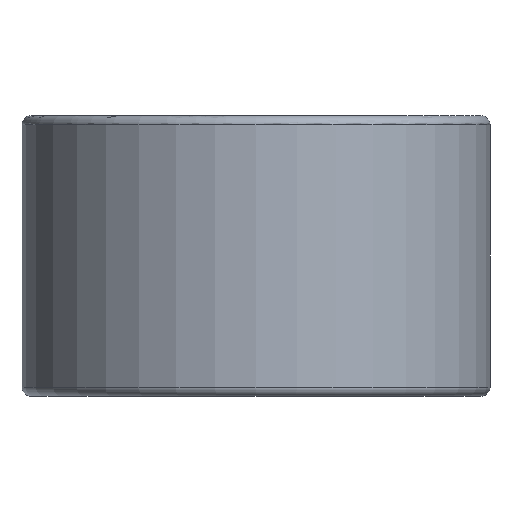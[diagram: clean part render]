
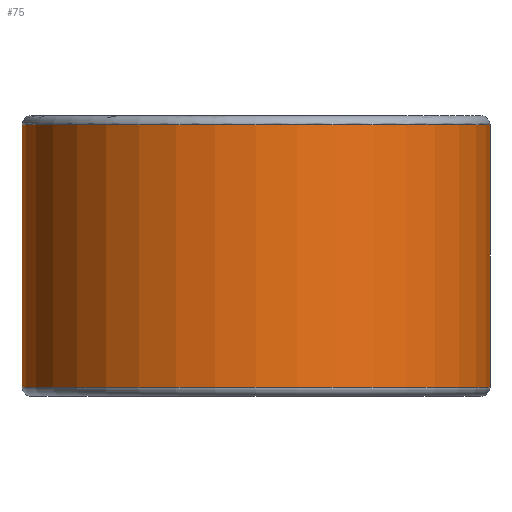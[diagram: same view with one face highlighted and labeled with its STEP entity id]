
A CAD part, front view. The second image highlights one B-rep face of the part: STEP entity #75.
In plain terms, the highlighted cylindrical face has radius 25 mm (diameter 50 mm), a full revolution.
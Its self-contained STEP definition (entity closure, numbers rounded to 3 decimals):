
#75 = ADVANCED_FACE( '', ( #86, #87 ), #88, .T. );
#86 = FACE_OUTER_BOUND( '', #115, .T. );
#87 = FACE_OUTER_BOUND( '', #116, .T. );
#88 = CYLINDRICAL_SURFACE( '', #117, 25. );
#115 = EDGE_LOOP( '', ( #144 ) );
#116 = EDGE_LOOP( '', ( #145 ) );
#117 = AXIS2_PLACEMENT_3D( '', #146, #147, #148 );
#144 = ORIENTED_EDGE( '', *, *, #194, .T. );
#145 = ORIENTED_EDGE( '', *, *, #195, .T. );
#146 = CARTESIAN_POINT( '', ( 0., 0., 30. ) );
#147 = DIRECTION( '', ( 0., 0., 1. ) );
#148 = DIRECTION( '', ( -1., 0., 0. ) );
#194 = EDGE_CURVE( '', #204, #204, #205, .F. );
#195 = EDGE_CURVE( '', #206, #206, #207, .T. );
#204 = VERTEX_POINT( '', #223 );
#205 = CIRCLE( '', #224, 25. );
#206 = VERTEX_POINT( '', #225 );
#207 = CIRCLE( '', #226, 25. );
#223 = CARTESIAN_POINT( '', ( -25., 0., 1. ) );
#224 = AXIS2_PLACEMENT_3D( '', #242, #243, #244 );
#225 = CARTESIAN_POINT( '', ( -25., 0., 29. ) );
#226 = AXIS2_PLACEMENT_3D( '', #245, #246, #247 );
#242 = CARTESIAN_POINT( '', ( 0., 0., 1. ) );
#243 = DIRECTION( '', ( 0., 0., -1. ) );
#244 = DIRECTION( '', ( -1., 0., 0. ) );
#245 = CARTESIAN_POINT( '', ( 0., 0., 29. ) );
#246 = DIRECTION( '', ( 0., 0., -1. ) );
#247 = DIRECTION( '', ( -1., 0., 0. ) );
